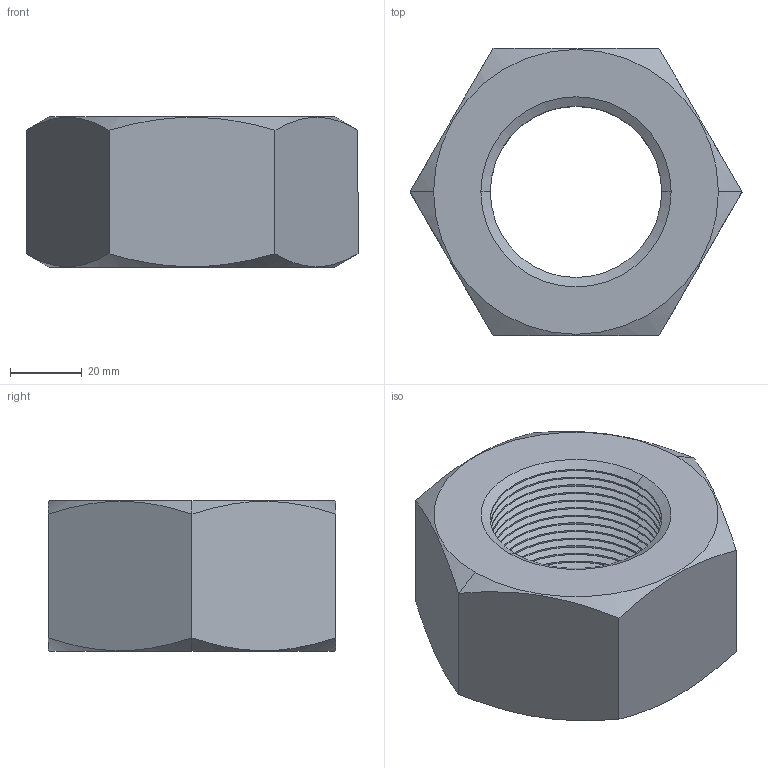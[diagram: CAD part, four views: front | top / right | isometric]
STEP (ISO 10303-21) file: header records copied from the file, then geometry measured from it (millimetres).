
FILE_DESCRIPTION (( 'STEP AP214' ), '1' );
FILE_NAME ('M52-B.STEP', '2021-10-17T16:50:32', ( 'China' ), ( 'Home' ), 'SwSTEP 2.0', 'SolidWorks 2018', '' );
FILE_SCHEMA (( 'AUTOMOTIVE_DESIGN' ));
Length unit declared in the file: millimetre
Products named in the file (1): M52-B
Bounding box: 92.38 x 80 x 42 mm (x, y, z)
Volume: 151218.5 mm3; surface area: 29697.1 mm2
Topology: 1 solids, 1 shells, 106 faces, 216 edges, 112 vertices
Faces by surface type: cone 68, cylinder 30, plane 8
Entity records: 2870 total; most frequent: CARTESIAN_POINT 599, DIRECTION 518, ORIENTED_EDGE 432, EDGE_CURVE 216, AXIS2_PLACEMENT_3D 207, VERTEX_POINT 112, EDGE_LOOP 108, FACE_OUTER_BOUND 106
